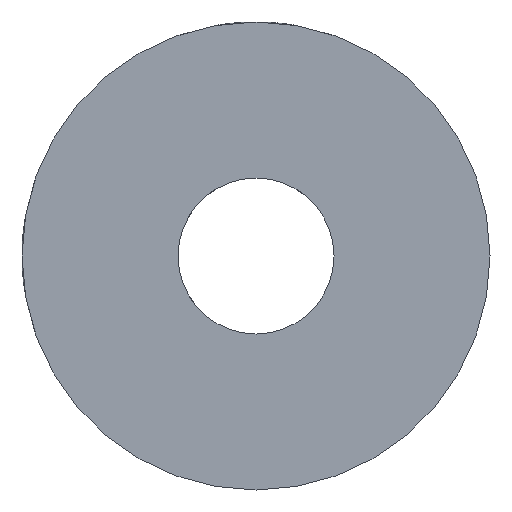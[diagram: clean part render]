
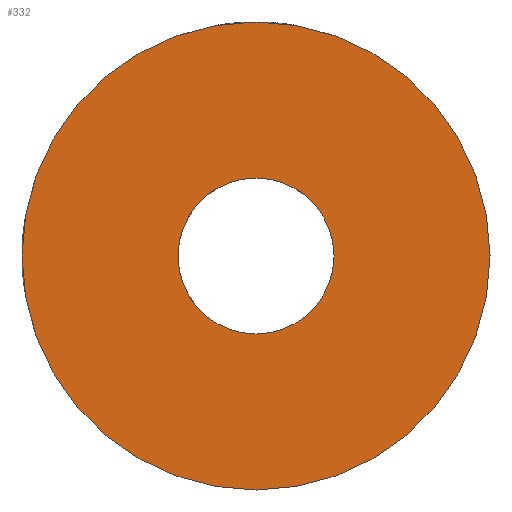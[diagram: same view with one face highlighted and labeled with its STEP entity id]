
A CAD part, left-side view. The second image highlights one B-rep face of the part: STEP entity #332.
In plain terms, the highlighted planar face has unit normal (-1, 0, 0).
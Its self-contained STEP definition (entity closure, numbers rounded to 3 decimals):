
#1 = DIRECTION ( 'NONE',  ( 1., 0., 0. ) ) ;
#6 = VERTEX_POINT ( 'NONE', #45 ) ;
#8 = CARTESIAN_POINT ( 'NONE',  ( 0., 0., 0. ) ) ;
#31 = CARTESIAN_POINT ( 'NONE',  ( 0., 0., 0. ) ) ;
#45 = CARTESIAN_POINT ( 'NONE',  ( 0., 0., 7.5 ) ) ;
#46 = DIRECTION ( 'NONE',  ( 1., 0., 0. ) ) ;
#51 = AXIS2_PLACEMENT_3D ( 'NONE', #31, #46, #57 ) ;
#57 = DIRECTION ( 'NONE',  ( 0., 0., -1. ) ) ;
#67 = ORIENTED_EDGE ( 'NONE', *, *, #310, .F. ) ;
#83 = EDGE_LOOP ( 'NONE', ( #478, #599 ) ) ;
#84 = EDGE_LOOP ( 'NONE', ( #652, #67 ) ) ;
#131 = EDGE_CURVE ( 'NONE', #265, #6, #160, .T. ) ;
#160 = CIRCLE ( 'NONE', #267, 7.5 ) ;
#186 = CIRCLE ( 'NONE', #318, 7.5 ) ;
#233 = FACE_OUTER_BOUND ( 'NONE', #84, .T. ) ;
#250 = CIRCLE ( 'NONE', #462, 2.5 ) ;
#265 = VERTEX_POINT ( 'NONE', #564 ) ;
#267 = AXIS2_PLACEMENT_3D ( 'NONE', #8, #1, #292 ) ;
#281 = DIRECTION ( 'NONE',  ( 0., 0., -1. ) ) ;
#282 = CARTESIAN_POINT ( 'NONE',  ( 0., 0., 2.5 ) ) ;
#284 = DIRECTION ( 'NONE',  ( 1., 0., 0. ) ) ;
#287 = CARTESIAN_POINT ( 'NONE',  ( 0., 0., 0. ) ) ;
#292 = DIRECTION ( 'NONE',  ( 0., 0., -1. ) ) ;
#310 = EDGE_CURVE ( 'NONE', #6, #265, #186, .T. ) ;
#318 = AXIS2_PLACEMENT_3D ( 'NONE', #287, #284, #281 ) ;
#332 = ADVANCED_FACE ( 'NONE', ( #383, #233 ), #492, .T. ) ;
#333 = DIRECTION ( 'NONE',  ( 1., 0., 0. ) ) ;
#345 = DIRECTION ( 'NONE',  ( 0., 0., -1. ) ) ;
#383 = FACE_BOUND ( 'NONE', #83, .T. ) ;
#388 = DIRECTION ( 'NONE',  ( 0., 0., 1. ) ) ;
#389 = EDGE_CURVE ( 'NONE', #610, #584, #250, .T. ) ;
#394 = DIRECTION ( 'NONE',  ( -1., 0., 0. ) ) ;
#405 = CARTESIAN_POINT ( 'NONE',  ( 0., 0., 0. ) ) ;
#407 = CARTESIAN_POINT ( 'NONE',  ( 0., 0., -2.5 ) ) ;
#462 = AXIS2_PLACEMENT_3D ( 'NONE', #405, #333, #345 ) ;
#478 = ORIENTED_EDGE ( 'NONE', *, *, #495, .T. ) ;
#492 = PLANE ( 'NONE',  #572 ) ;
#495 = EDGE_CURVE ( 'NONE', #584, #610, #596, .T. ) ;
#554 = CARTESIAN_POINT ( 'NONE',  ( 0., 2.5, 0. ) ) ;
#564 = CARTESIAN_POINT ( 'NONE',  ( 0., 0., -7.5 ) ) ;
#572 = AXIS2_PLACEMENT_3D ( 'NONE', #554, #394, #388 ) ;
#584 = VERTEX_POINT ( 'NONE', #407 ) ;
#596 = CIRCLE ( 'NONE', #51, 2.5 ) ;
#599 = ORIENTED_EDGE ( 'NONE', *, *, #389, .T. ) ;
#610 = VERTEX_POINT ( 'NONE', #282 ) ;
#652 = ORIENTED_EDGE ( 'NONE', *, *, #131, .F. ) ;
